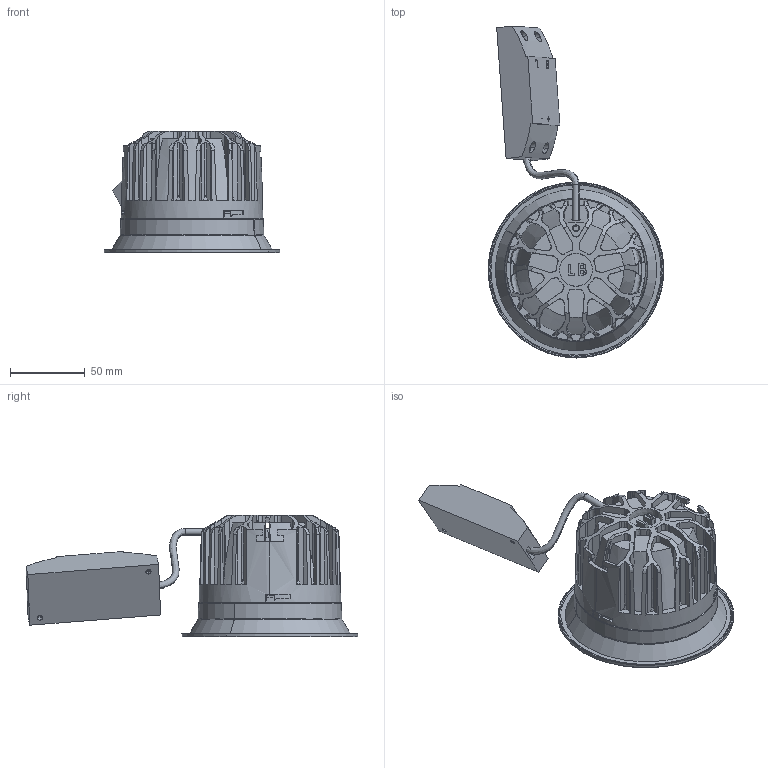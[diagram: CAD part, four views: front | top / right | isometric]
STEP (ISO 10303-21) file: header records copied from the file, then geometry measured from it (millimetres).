
FILE_DESCRIPTION (( 'STEP AP203' ), '1' );
FILE_NAME ('TRE-20W ¹Ì¶¨.STEP', '2019-07-27T03:13:09', ( 'user' ), ( '' ), 'SwSTEP 2.0', 'SolidWorks 2017', '' );
FILE_SCHEMA (( 'CONFIG_CONTROL_DESIGN' ));
Length unit declared in the file: millimetre
Products named in the file (14): HEP ; 驱动; TRE-20W 散热器组件; TRE-20W 散热器; TRE-2002醱遠; M5X4囀鞠蹟佪; 84X2胶圈; SL-085A-3D-V1; 84X2胶圈(拉大92.3); SL-CXA-15-HD-B-V5; TRE-2002醱遠 20190720 B1; 科锐 CXA1512; TRE-20W 嘐隅; ￠4.5铁弗龙红黑护套线X300长
Assembly tree (13 placements, depth 4):
  TRE-20W 嘐隅
    TRE-20W 散热器组件
      TRE-20W 散热器
      M5X4囀鞠蹟佪
      SL-085A-3D-V1
      SL-CXA-15-HD-B-V5
      科锐 CXA1512
      驱动
        ￠4.5铁弗龙红黑护套线X300长
        HEP 
    TRE-2002醱遠
    84X2胶圈
    84X2胶圈(拉大92.3)
    TRE-2002醱遠 20190720 B1
Bounding box: 117.8 x 222.17 x 81.01 mm (x, y, z)
Volume: 239006.2 mm3; surface area: 153019.9 mm2
Topology: 11 solids, 11 shells, 1245 faces, 3439 edges, 2263 vertices
Faces by surface type: plane 623, bspline 233, cone 187, cylinder 165, torus 35, sphere 2
Entity records: 52704 total; most frequent: CARTESIAN_POINT 22597, ORIENTED_EDGE 6870, DIRECTION 4620, EDGE_CURVE 3435, VERTEX_POINT 2263, AXIS2_PLACEMENT_3D 1627, B_SPLINE_CURVE_WITH_KNOTS 1427, VECTOR 1366
